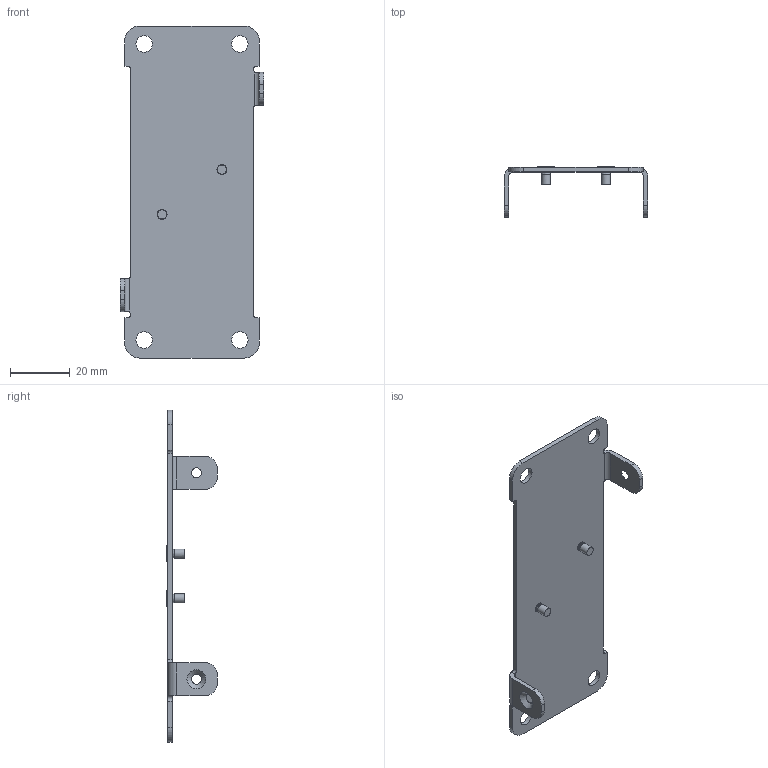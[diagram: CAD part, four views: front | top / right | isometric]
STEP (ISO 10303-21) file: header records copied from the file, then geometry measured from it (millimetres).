
FILE_DESCRIPTION(/* description */ (''),/* implementation_level */ '2;1');
FILE_NAME(/* name */ '100672472ugm000_a.stp',/* time_stamp */ '2016-05-25T11:43:43+02:00',/* author */ (''),/* organization */ (''),/* preprocessor_version */ 'ST-DEVELOPER v16',/* originating_system */ 'SIEMENS PLM Software NX 10.0',/* authorisation */ '');
FILE_SCHEMA (('AUTOMOTIVE_DESIGN { 1 0 10303 214 3 1 1 1 }'));
Length unit declared in the file: millimetre
Products named in the file (1): 100672472ugm000_a
Bounding box: 48 x 16.95 x 111 mm (x, y, z)
Volume: 7385.9 mm3; surface area: 10795.1 mm2
Topology: 3 solids, 3 shells, 82 faces, 216 edges, 145 vertices
Faces by surface type: plane 40, cylinder 28, cone 14
Full cylindrical faces by diameter (mm): 3 x2, 5.5 x4
Entity records: 3065 total; most frequent: CARTESIAN_POINT 456, DIRECTION 418, ORIENTED_EDGE 376, EDGE_CURVE 188, AXIS2_PLACEMENT_3D 163, VERTEX_POINT 136, EDGE_LOOP 122, LINE 92
